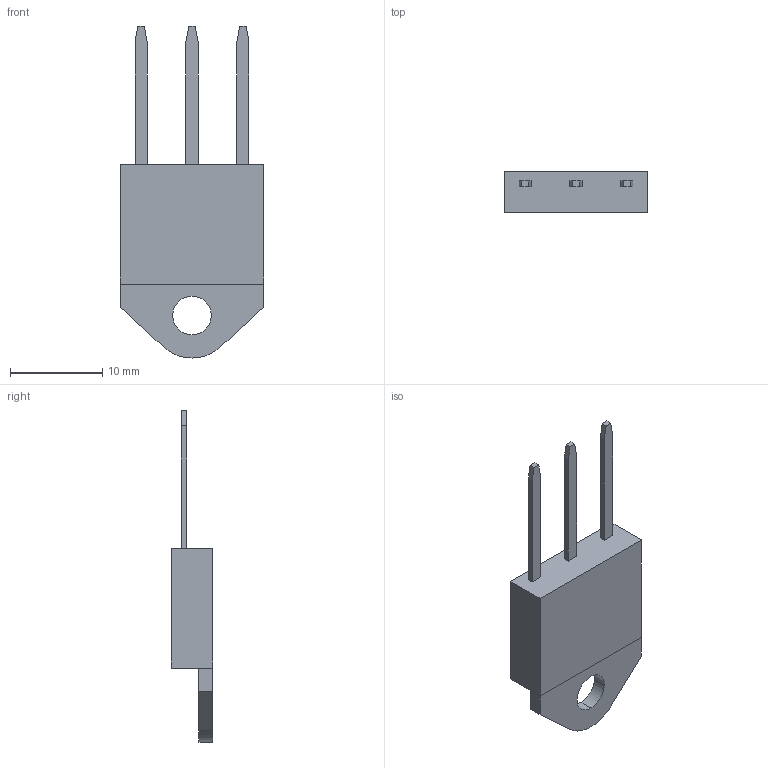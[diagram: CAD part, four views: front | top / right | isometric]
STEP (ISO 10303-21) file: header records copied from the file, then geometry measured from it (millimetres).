
FILE_DESCRIPTION (( 'STEP AP214' ), '1' );
FILE_NAME ('3232AE00-601B-4637-BB73-27A7A1BED791.STEP', '2023-03-24T02:04:40', ( '' ), ( '' ), 'SwSTEP 2.0', 'SolidWorks 2022', '' );
FILE_SCHEMA (( 'AUTOMOTIVE_DESIGN' ));
Length unit declared in the file: millimetre
Products named in the file (1): 3232AE00-601B-4637-BB73-27A7A1BED791
Bounding box: 15.5 x 4.5 x 35.9 mm (x, y, z)
Volume: 1048.8 mm3; surface area: 1061.2 mm2
Topology: 5 solids, 5 shells, 44 faces, 99 edges, 66 vertices
Faces by surface type: plane 38, cylinder 6
Entity records: 1773 total; most frequent: CARTESIAN_POINT 210, DIRECTION 201, ORIENTED_EDGE 198, EDGE_CURVE 99, VECTOR 87, LINE 87, VERTEX_POINT 66, AXIS2_PLACEMENT_3D 57
